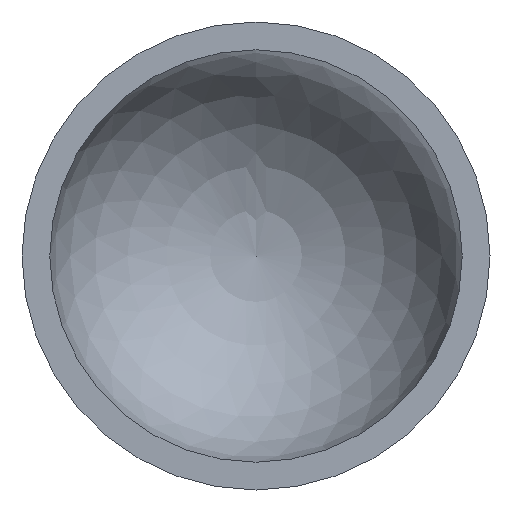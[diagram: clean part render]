
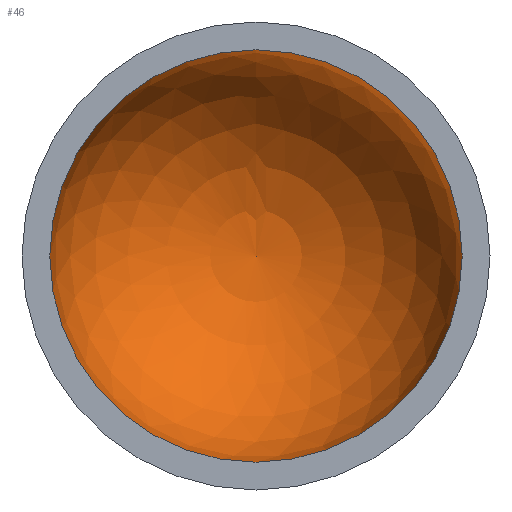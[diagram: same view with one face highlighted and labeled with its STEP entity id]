
A CAD part, front view. The second image highlights one B-rep face of the part: STEP entity #46.
In plain terms, the highlighted spherical face has radius 14.85 mm.
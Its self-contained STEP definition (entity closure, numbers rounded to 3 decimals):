
#17=FACE_OUTER_BOUND('',#20,.T.);
#20=EDGE_LOOP('',(#36,#37,#38));
#24=CIRCLE('',#73,14.85);
#25=CIRCLE('',#74,14.85);
#28=VERTEX_POINT('',#97);
#29=VERTEX_POINT('',#99);
#32=EDGE_CURVE('',#28,#28,#24,.T.);
#33=EDGE_CURVE('',#28,#29,#25,.T.);
#36=ORIENTED_EDGE('',*,*,#32,.F.);
#37=ORIENTED_EDGE('',*,*,#33,.T.);
#38=ORIENTED_EDGE('',*,*,#33,.F.);
#44=SPHERICAL_SURFACE('',#72,14.85);
#46=ADVANCED_FACE('',(#17),#44,.F.);
#72=AXIS2_PLACEMENT_3D('',#96,#81,#82);
#73=AXIS2_PLACEMENT_3D('',#98,#83,#84);
#74=AXIS2_PLACEMENT_3D('',#100,#85,#86);
#81=DIRECTION('center_axis',(0.,1.,0.));
#82=DIRECTION('ref_axis',(0.,0.,-1.));
#83=DIRECTION('center_axis',(0.,1.,0.));
#84=DIRECTION('ref_axis',(0.,0.,1.));
#85=DIRECTION('center_axis',(-1.,0.,0.));
#86=DIRECTION('ref_axis',(0.,0.,1.));
#96=CARTESIAN_POINT('Origin',(0.,0.,0.));
#97=CARTESIAN_POINT('',(0.,0.,14.85));
#98=CARTESIAN_POINT('Origin',(0.,0.,0.));
#99=CARTESIAN_POINT('',(0.,14.85,0.));
#100=CARTESIAN_POINT('Origin',(0.,0.,0.));
